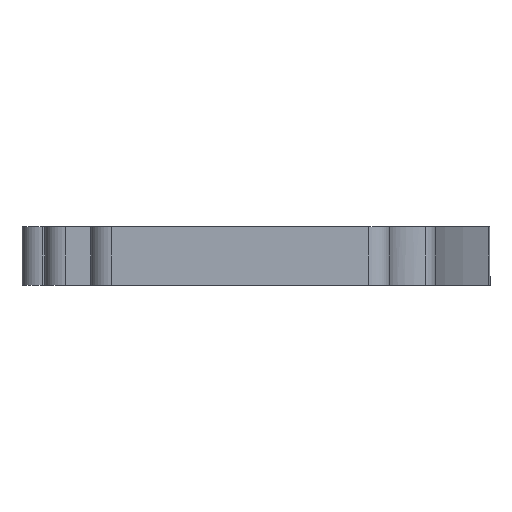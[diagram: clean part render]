
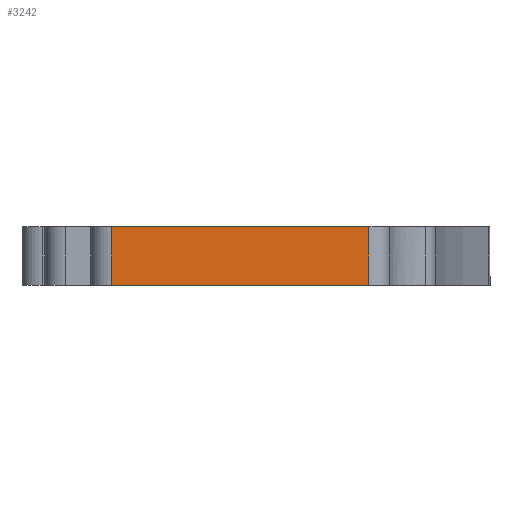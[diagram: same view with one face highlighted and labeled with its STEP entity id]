
A CAD part, left-side view. The second image highlights one B-rep face of the part: STEP entity #3242.
In plain terms, the highlighted planar face has unit normal (-1, 0, 0).
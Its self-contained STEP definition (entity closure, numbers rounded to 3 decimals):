
#161=PLANE('',#3582);
#329=FACE_OUTER_BOUND('',#522,.T.);
#522=EDGE_LOOP('',(#2987,#2988,#2989,#2990));
#703=LINE('',#4616,#1013);
#919=LINE('',#5427,#1229);
#984=LINE('',#5634,#1294);
#985=LINE('',#5636,#1295);
#1013=VECTOR('',#3640,10.);
#1229=VECTOR('',#4284,10.);
#1294=VECTOR('',#4521,10.);
#1295=VECTOR('',#4524,10.);
#1342=VERTEX_POINT('',#4613);
#1343=VERTEX_POINT('',#4615);
#1588=VERTEX_POINT('',#5424);
#1589=VERTEX_POINT('',#5426);
#1648=EDGE_CURVE('',#1342,#1343,#703,.T.);
#1991=EDGE_CURVE('',#1588,#1589,#919,.T.);
#2078=EDGE_CURVE('',#1589,#1342,#984,.T.);
#2079=EDGE_CURVE('',#1588,#1343,#985,.T.);
#2987=ORIENTED_EDGE('',*,*,#2078,.F.);
#2988=ORIENTED_EDGE('',*,*,#1991,.F.);
#2989=ORIENTED_EDGE('',*,*,#2079,.T.);
#2990=ORIENTED_EDGE('',*,*,#1648,.F.);
#3242=ADVANCED_FACE('',(#329),#161,.T.);
#3582=AXIS2_PLACEMENT_3D('',#5635,#4522,#4523);
#3640=DIRECTION('',(0.,-1.,0.));
#4284=DIRECTION('',(0.,1.,0.));
#4521=DIRECTION('',(0.,0.,1.));
#4522=DIRECTION('center_axis',(-1.,0.,0.));
#4523=DIRECTION('ref_axis',(0.,1.,0.));
#4524=DIRECTION('',(0.,0.,1.));
#4613=CARTESIAN_POINT('',(-60.138,20.15,2.6));
#4615=CARTESIAN_POINT('',(-60.138,-33.5,2.6));
#4616=CARTESIAN_POINT('',(-60.138,21.379,2.6));
#5424=CARTESIAN_POINT('',(-60.138,-33.5,-9.5));
#5426=CARTESIAN_POINT('',(-60.138,20.15,-9.5));
#5427=CARTESIAN_POINT('',(-60.138,20.15,-9.5));
#5634=CARTESIAN_POINT('',(-60.138,20.15,-7.1));
#5635=CARTESIAN_POINT('Origin',(-60.138,-33.5,-7.1));
#5636=CARTESIAN_POINT('',(-60.138,-33.5,-7.1));
